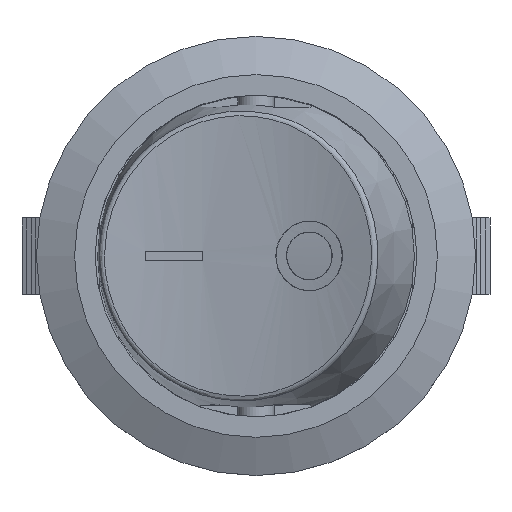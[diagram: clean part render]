
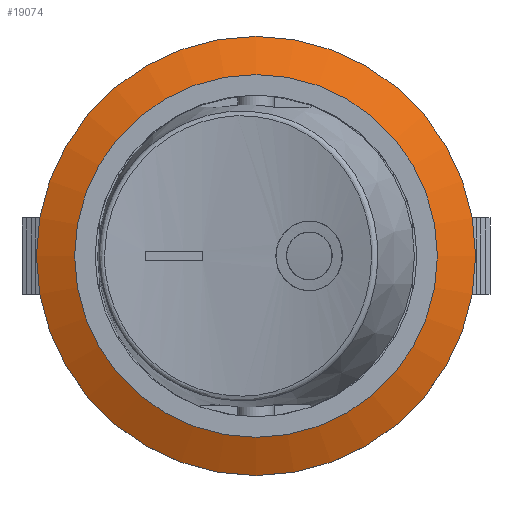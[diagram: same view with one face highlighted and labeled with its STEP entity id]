
A CAD part, top view. The second image highlights one B-rep face of the part: STEP entity #19074.
In plain terms, the highlighted conical face has half-angle 65.772 degrees and reference radius 10.5 mm.
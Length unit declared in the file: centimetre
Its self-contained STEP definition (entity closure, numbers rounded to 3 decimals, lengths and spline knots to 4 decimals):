
#1855=CONICAL_SURFACE('',#20124,1.05,1.148);
#3019=FACE_OUTER_BOUND('',#4182,.T.);
#4182=EDGE_LOOP('',(#17362,#17363,#17364,#17365));
#4467=CIRCLE('',#20125,1.15);
#4468=CIRCLE('',#20126,0.95);
#5756=LINE('',#91609,#7080);
#7080=VECTOR('',#23439,1.05);
#8949=VERTEX_POINT('',#91606);
#8950=VERTEX_POINT('',#91608);
#11769=EDGE_CURVE('',#8949,#8949,#4467,.T.);
#11770=EDGE_CURVE('',#8949,#8950,#5756,.T.);
#11771=EDGE_CURVE('',#8950,#8950,#4468,.T.);
#17362=ORIENTED_EDGE('',*,*,#11769,.T.);
#17363=ORIENTED_EDGE('',*,*,#11770,.T.);
#17364=ORIENTED_EDGE('',*,*,#11771,.T.);
#17365=ORIENTED_EDGE('',*,*,#11770,.F.);
#19074=ADVANCED_FACE('',(#3019),#1855,.T.);
#20124=AXIS2_PLACEMENT_3D('',#91605,#23435,#23436);
#20125=AXIS2_PLACEMENT_3D('',#91607,#23437,#23438);
#20126=AXIS2_PLACEMENT_3D('',#91610,#23440,#23441);
#23435=DIRECTION('center_axis',(0.,0.,-1.));
#23436=DIRECTION('ref_axis',(-1.,0.,0.));
#23437=DIRECTION('center_axis',(0.,0.,1.));
#23438=DIRECTION('ref_axis',(-1.,0.,0.));
#23439=DIRECTION('',(-0.912,0.,0.41));
#23440=DIRECTION('center_axis',(0.,0.,-1.));
#23441=DIRECTION('ref_axis',(-1.,0.,0.));
#91605=CARTESIAN_POINT('Origin',(0.,0.,0.155));
#91606=CARTESIAN_POINT('',(1.15,0.,0.11));
#91607=CARTESIAN_POINT('Origin',(0.,0.,0.11));
#91608=CARTESIAN_POINT('',(0.95,0.,0.2));
#91609=CARTESIAN_POINT('',(1.05,0.,0.155));
#91610=CARTESIAN_POINT('Origin',(0.,0.,0.2));
